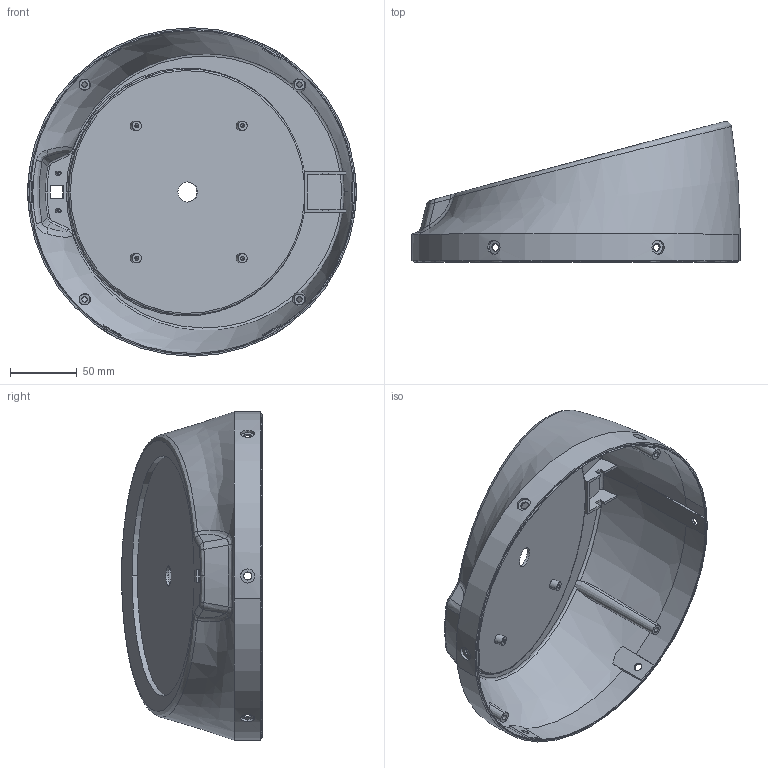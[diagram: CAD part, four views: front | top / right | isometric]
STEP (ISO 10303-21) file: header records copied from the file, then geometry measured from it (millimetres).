
FILE_DESCRIPTION (( 'STEP AP203' ), '1' );
FILE_NAME ('ÜST PARÇA.STEP', '2022-09-15T11:09:52', ( '' ), ( '' ), 'SwSTEP 2.0', 'SolidWorks 2019', '' );
FILE_SCHEMA (( 'CONFIG_CONTROL_DESIGN' ));
Length unit declared in the file: millimetre
Products named in the file (1): ÜST PARÇA
Bounding box: 246.14 x 105.4 x 246.14 mm (x, y, z)
Volume: 204366.6 mm3; surface area: 202709.3 mm2
Topology: 1 solids, 1 shells, 239 faces, 602 edges, 383 vertices
Faces by surface type: plane 93, cylinder 66, bspline 61, cone 10, torus 9
Entity records: 17808 total; most frequent: CARTESIAN_POINT 12553, ORIENTED_EDGE 1204, DIRECTION 864, EDGE_CURVE 602, VERTEX_POINT 383, AXIS2_PLACEMENT_3D 329, EDGE_LOOP 281, FACE_OUTER_BOUND 239
